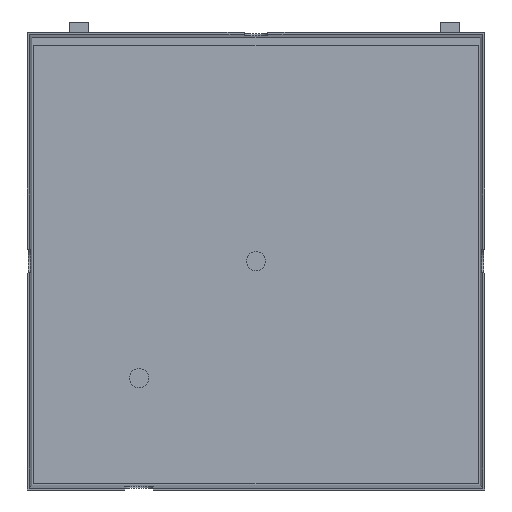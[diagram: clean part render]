
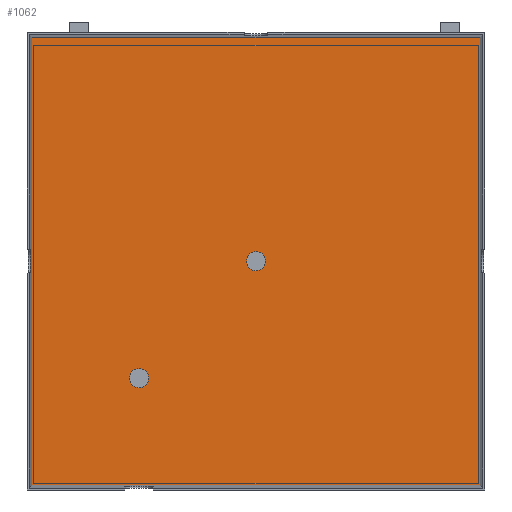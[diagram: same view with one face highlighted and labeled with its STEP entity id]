
A CAD part, front view. The second image highlights one B-rep face of the part: STEP entity #1062.
In plain terms, the highlighted planar face has unit normal (0, -1, 0).
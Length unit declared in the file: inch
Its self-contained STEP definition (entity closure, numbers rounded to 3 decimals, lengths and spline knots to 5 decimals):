
#385=DIRECTION('',(0.,0.,-1.));
#386=VECTOR('',#385,23.48339);
#387=CARTESIAN_POINT('',(11.7417,-0.33,11.7417));
#388=LINE('',#387,#386);
#389=DIRECTION('',(-1.,0.,0.));
#390=VECTOR('',#389,23.48339);
#391=CARTESIAN_POINT('',(11.7417,-0.33,-11.7417));
#392=LINE('',#391,#390);
#393=DIRECTION('',(0.,0.,-1.));
#394=VECTOR('',#393,23.48339);
#395=CARTESIAN_POINT('',(-11.7417,-0.33,11.7417));
#396=LINE('',#395,#394);
#397=DIRECTION('',(-1.,0.,0.));
#398=VECTOR('',#397,23.48339);
#399=CARTESIAN_POINT('',(11.7417,-0.33,11.7417));
#400=LINE('',#399,#398);
#401=CARTESIAN_POINT('',(-6.125,-0.33,-6.125));
#402=DIRECTION('',(0.,-1.,0.));
#403=DIRECTION('',(1.,0.,0.));
#404=AXIS2_PLACEMENT_3D('',#401,#402,#403);
#406=CARTESIAN_POINT('',(-6.125,-0.33,-6.125));
#407=DIRECTION('',(0.,-1.,0.));
#408=DIRECTION('',(-1.,0.,0.));
#409=AXIS2_PLACEMENT_3D('',#406,#407,#408);
#411=CARTESIAN_POINT('',(0.,-0.33,0.));
#412=DIRECTION('',(0.,-1.,0.));
#413=DIRECTION('',(1.,0.,0.));
#414=AXIS2_PLACEMENT_3D('',#411,#412,#413);
#416=CARTESIAN_POINT('',(0.,-0.33,0.));
#417=DIRECTION('',(0.,-1.,0.));
#418=DIRECTION('',(-1.,0.,0.));
#419=AXIS2_PLACEMENT_3D('',#416,#417,#418);
#545=CARTESIAN_POINT('',(11.7417,-0.33,11.7417));
#546=CARTESIAN_POINT('',(11.7417,-0.33,-11.7417));
#547=VERTEX_POINT('',#545);
#548=VERTEX_POINT('',#546);
#549=CARTESIAN_POINT('',(-11.7417,-0.33,11.7417));
#550=VERTEX_POINT('',#549);
#551=CARTESIAN_POINT('',(-11.7417,-0.33,-11.7417));
#552=VERTEX_POINT('',#551);
#609=CARTESIAN_POINT('',(-5.625,-0.33,-6.125));
#610=CARTESIAN_POINT('',(-6.625,-0.33,-6.125));
#611=VERTEX_POINT('',#609);
#612=VERTEX_POINT('',#610);
#613=CARTESIAN_POINT('',(0.5,-0.33,0.));
#614=CARTESIAN_POINT('',(-0.5,-0.33,0.));
#615=VERTEX_POINT('',#613);
#616=VERTEX_POINT('',#614);
#1039=CARTESIAN_POINT('',(0.,-0.33,0.));
#1040=DIRECTION('',(0.,1.,0.));
#1041=DIRECTION('',(0.,0.,-1.));
#1042=AXIS2_PLACEMENT_3D('',#1039,#1040,#1041);
#1043=PLANE('',#1042);
#1044=ORIENTED_EDGE('',*,*,#891,.T.);
#1045=ORIENTED_EDGE('',*,*,#909,.T.);
#1046=ORIENTED_EDGE('',*,*,#986,.F.);
#1047=ORIENTED_EDGE('',*,*,#1007,.F.);
#1048=EDGE_LOOP('',(#1044,#1045,#1046,#1047));
#1049=FACE_OUTER_BOUND('',#1048,.F.);
#1051=ORIENTED_EDGE('',*,*,#1050,.T.);
#1053=ORIENTED_EDGE('',*,*,#1052,.T.);
#1054=EDGE_LOOP('',(#1051,#1053));
#1055=FACE_BOUND('',#1054,.F.);
#1057=ORIENTED_EDGE('',*,*,#1056,.T.);
#1059=ORIENTED_EDGE('',*,*,#1058,.T.);
#1060=EDGE_LOOP('',(#1057,#1059));
#1061=FACE_BOUND('',#1060,.F.);
#1062=ADVANCED_FACE('',(#1049,#1055,#1061),#1043,.F.);
#405=CIRCLE('',#404,0.5);
#410=CIRCLE('',#409,0.5);
#415=CIRCLE('',#414,0.5);
#420=CIRCLE('',#419,0.5);
#891=EDGE_CURVE('',#547,#548,#388,.T.);
#909=EDGE_CURVE('',#548,#552,#392,.T.);
#986=EDGE_CURVE('',#550,#552,#396,.T.);
#1007=EDGE_CURVE('',#547,#550,#400,.T.);
#1050=EDGE_CURVE('',#611,#612,#405,.T.);
#1052=EDGE_CURVE('',#612,#611,#410,.T.);
#1056=EDGE_CURVE('',#615,#616,#415,.T.);
#1058=EDGE_CURVE('',#616,#615,#420,.T.);
